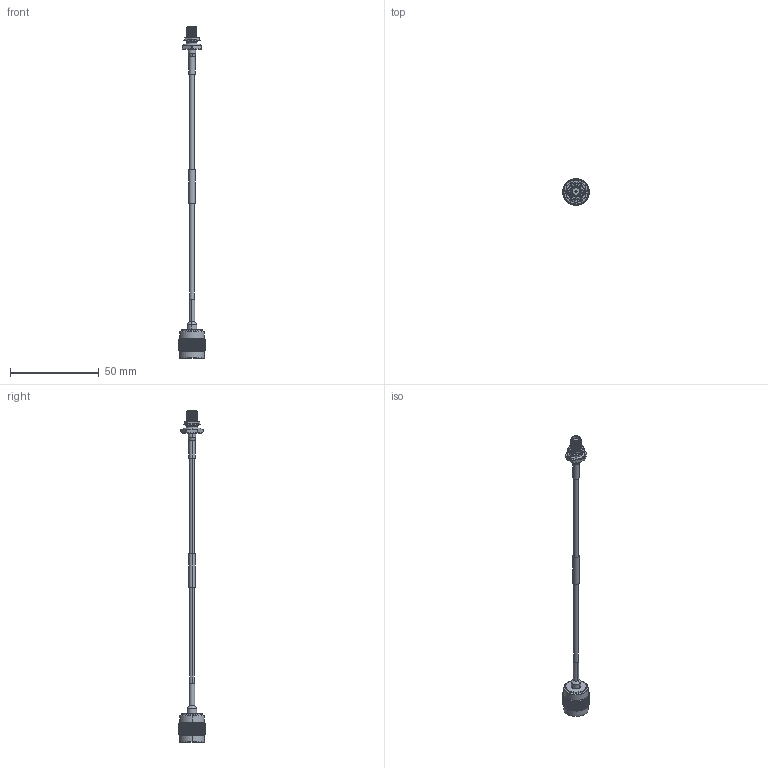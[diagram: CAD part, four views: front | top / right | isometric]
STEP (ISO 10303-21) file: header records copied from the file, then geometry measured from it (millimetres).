
FILE_DESCRIPTION (( 'STEP AP214' ), '1' );
FILE_NAME ('LCCA30632.step', '2020-05-06T20:35:21', ( '' ), ( '' ), 'SwSTEP 2.0', 'SolidWorks 2018', '' );
FILE_SCHEMA (( 'AUTOMOTIVE_DESIGN' ));
Length unit declared in the file: inch
Products named in the file (5): Label^LCCA30632; LCCN3058^LCCA30632_Heat Shrink; LC085TBJ^LCCA30632; LCCN3048^LCCA30632_Heat Shrink; LCCA30632
Assembly tree (4 placements, depth 2):
  LCCA30632
    LC085TBJ^LCCA30632
    Label^LCCA30632
    LCCN3048^LCCA30632_Heat Shrink
    LCCN3058^LCCA30632_Heat Shrink
Bounding box: 14.99 x 14.99 x 187.54 mm (x, y, z)
Volume: 3458.2 mm3; surface area: 4665.6 mm2
Topology: 7 solids, 8 shells, 2405 faces, 5301 edges, 2924 vertices
Faces by surface type: bspline 1770, cylinder 491, plane 81, cone 51, torus 12
Entity records: 110107 total; most frequent: CARTESIAN_POINT 76243, ORIENTED_EDGE 10602, EDGE_CURVE 5301, VERTEX_POINT 2924, EDGE_LOOP 2423, FACE_OUTER_BOUND 2405, ADVANCED_FACE 2405, DIRECTION 2366
